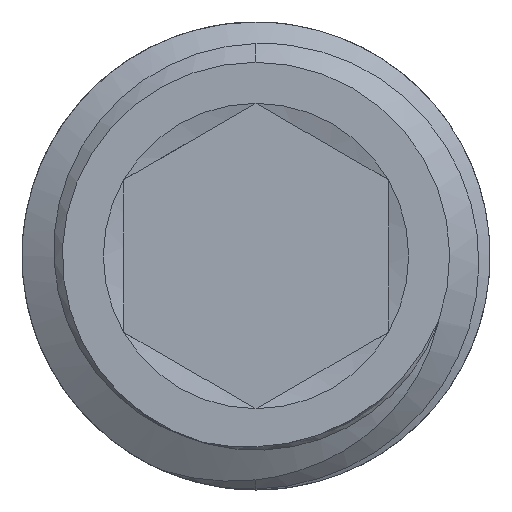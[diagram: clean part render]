
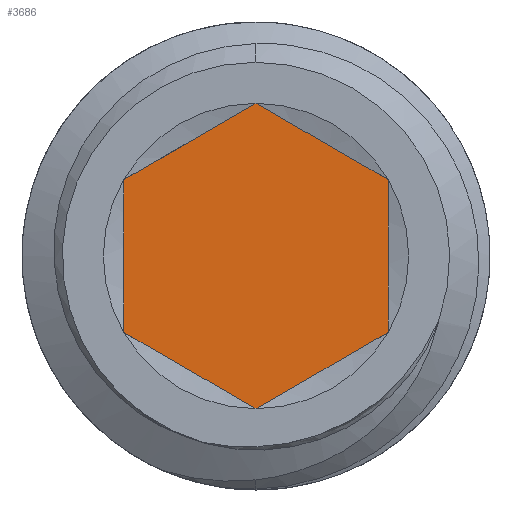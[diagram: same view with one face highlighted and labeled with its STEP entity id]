
A CAD part, front view. The second image highlights one B-rep face of the part: STEP entity #3686.
In plain terms, the highlighted planar face has unit normal (0, -1, 0).
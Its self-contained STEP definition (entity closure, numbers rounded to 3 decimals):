
#5 = VERTEX_POINT ( 'NONE', #3746 ) ;
#133 = VECTOR ( 'NONE', #762, 1000. ) ;
#193 = DIRECTION ( 'NONE',  ( 0.866, 0., -0.5 ) ) ;
#200 = VERTEX_POINT ( 'NONE', #2223 ) ;
#244 = PLANE ( 'NONE',  #4199 ) ;
#309 = VECTOR ( 'NONE', #4462, 1000. ) ;
#621 = CARTESIAN_POINT ( 'NONE',  ( 0., -4., 0. ) ) ;
#690 = CARTESIAN_POINT ( 'NONE',  ( -5.085, -4., -2.936 ) ) ;
#727 = ORIENTED_EDGE ( 'NONE', *, *, #3490, .T. ) ;
#740 = ORIENTED_EDGE ( 'NONE', *, *, #3976, .T. ) ;
#762 = DIRECTION ( 'NONE',  ( -0.866, 0., 0.5 ) ) ;
#937 = LINE ( 'NONE', #3667, #309 ) ;
#1333 = LINE ( 'NONE', #2811, #3589 ) ;
#1358 = VERTEX_POINT ( 'NONE', #4043 ) ;
#1467 = ORIENTED_EDGE ( 'NONE', *, *, #1918, .T. ) ;
#1513 = CARTESIAN_POINT ( 'NONE',  ( 0., -4., -5.872 ) ) ;
#1574 = EDGE_LOOP ( 'NONE', ( #2961, #1690, #3758, #1467, #740, #727 ) ) ;
#1610 = FACE_OUTER_BOUND ( 'NONE', #1574, .T. ) ;
#1618 = CARTESIAN_POINT ( 'NONE',  ( -5.085, -4., -2.936 ) ) ;
#1690 = ORIENTED_EDGE ( 'NONE', *, *, #3670, .T. ) ;
#1786 = EDGE_CURVE ( 'NONE', #3948, #200, #1333, .T. ) ;
#1812 = VERTEX_POINT ( 'NONE', #690 ) ;
#1918 = EDGE_CURVE ( 'NONE', #3492, #1358, #2182, .T. ) ;
#2182 = LINE ( 'NONE', #3247, #4548 ) ;
#2223 = CARTESIAN_POINT ( 'NONE',  ( 5.085, -4., -2.936 ) ) ;
#2341 = VECTOR ( 'NONE', #193, 1000. ) ;
#2567 = VECTOR ( 'NONE', #3505, 1000. ) ;
#2685 = CARTESIAN_POINT ( 'NONE',  ( 5.085, -4., -2.936 ) ) ;
#2763 = DIRECTION ( 'NONE',  ( 0., -1., 0. ) ) ;
#2811 = CARTESIAN_POINT ( 'NONE',  ( 0., -4., -5.872 ) ) ;
#2885 = CARTESIAN_POINT ( 'NONE',  ( 5.085, -4., 2.936 ) ) ;
#2961 = ORIENTED_EDGE ( 'NONE', *, *, #1786, .T. ) ;
#3236 = DIRECTION ( 'NONE',  ( 0.866, 0., 0.5 ) ) ;
#3247 = CARTESIAN_POINT ( 'NONE',  ( 0., -4., 5.872 ) ) ;
#3420 = EDGE_CURVE ( 'NONE', #5, #3492, #4485, .T. ) ;
#3490 = EDGE_CURVE ( 'NONE', #1812, #3948, #3863, .T. ) ;
#3492 = VERTEX_POINT ( 'NONE', #4493 ) ;
#3505 = DIRECTION ( 'NONE',  ( 0., 0., 1. ) ) ;
#3576 = DIRECTION ( 'NONE',  ( -0.866, 0., -0.5 ) ) ;
#3589 = VECTOR ( 'NONE', #3236, 1000. ) ;
#3667 = CARTESIAN_POINT ( 'NONE',  ( -5.085, -4., 2.936 ) ) ;
#3670 = EDGE_CURVE ( 'NONE', #200, #5, #4262, .T. ) ;
#3686 = ADVANCED_FACE ( 'NONE', ( #1610 ), #244, .T. ) ;
#3746 = CARTESIAN_POINT ( 'NONE',  ( 5.085, -4., 2.936 ) ) ;
#3758 = ORIENTED_EDGE ( 'NONE', *, *, #3420, .T. ) ;
#3863 = LINE ( 'NONE', #1618, #2341 ) ;
#3948 = VERTEX_POINT ( 'NONE', #1513 ) ;
#3976 = EDGE_CURVE ( 'NONE', #1358, #1812, #937, .T. ) ;
#4043 = CARTESIAN_POINT ( 'NONE',  ( -5.085, -4., 2.936 ) ) ;
#4199 = AXIS2_PLACEMENT_3D ( 'NONE', #621, #2763, #4602 ) ;
#4262 = LINE ( 'NONE', #2685, #2567 ) ;
#4462 = DIRECTION ( 'NONE',  ( 0., 0., -1. ) ) ;
#4485 = LINE ( 'NONE', #2885, #133 ) ;
#4493 = CARTESIAN_POINT ( 'NONE',  ( 0., -4., 5.872 ) ) ;
#4548 = VECTOR ( 'NONE', #3576, 1000. ) ;
#4602 = DIRECTION ( 'NONE',  ( 0., 0., -1. ) ) ;
